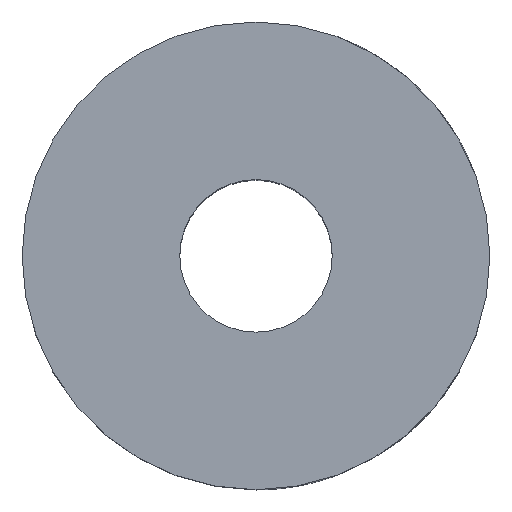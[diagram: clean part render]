
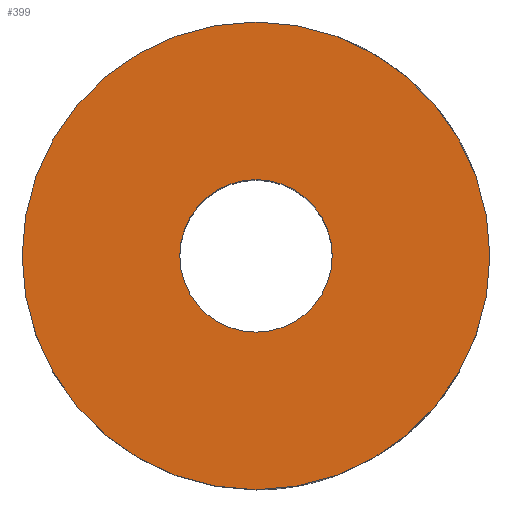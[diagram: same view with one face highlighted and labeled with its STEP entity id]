
A CAD part, top view. The second image highlights one B-rep face of the part: STEP entity #399.
In plain terms, the highlighted planar face has unit normal (0, 0, 1).
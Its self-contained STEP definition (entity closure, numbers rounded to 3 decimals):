
#56 = EDGE_LOOP ( 'NONE', ( #766, #845 ) ) ;
#200 = EDGE_CURVE ( 'NONE', #1219, #348, #304, .T. ) ;
#304 = CIRCLE ( 'NONE', #305, 7.5 ) ;
#305 = AXIS2_PLACEMENT_3D ( 'NONE', #306, #307, #308 ) ;
#306 = CARTESIAN_POINT ( 'NONE',  ( 0., 0., 0. ) ) ;
#307 = DIRECTION ( 'NONE',  ( 0., 0., 1. ) ) ;
#308 = DIRECTION ( 'NONE',  ( 0., -1., 0. ) ) ;
#348 = VERTEX_POINT ( 'NONE', #1133 ) ;
#399 = ADVANCED_FACE ( 'NONE', ( #1183, #1184 ), #1186, .F. ) ;
#700 = VERTEX_POINT ( 'NONE', #1504 ) ;
#740 = EDGE_LOOP ( 'NONE', ( #898, #940 ) ) ;
#766 = ORIENTED_EDGE ( 'NONE', *, *, #807, .F. ) ;
#807 = EDGE_CURVE ( 'NONE', #348, #1219, #1097, .T. ) ;
#812 = EDGE_CURVE ( 'NONE', #830, #700, #1121, .T. ) ;
#830 = VERTEX_POINT ( 'NONE', #1279 ) ;
#842 = EDGE_CURVE ( 'NONE', #700, #830, #1432, .T. ) ;
#845 = ORIENTED_EDGE ( 'NONE', *, *, #200, .F. ) ;
#898 = ORIENTED_EDGE ( 'NONE', *, *, #812, .T. ) ;
#940 = ORIENTED_EDGE ( 'NONE', *, *, #842, .T. ) ;
#1097 = CIRCLE ( 'NONE', #1098, 7.5 ) ;
#1098 = AXIS2_PLACEMENT_3D ( 'NONE', #1099, #1100, #1101 ) ;
#1099 = CARTESIAN_POINT ( 'NONE',  ( 0., 0., 0. ) ) ;
#1100 = DIRECTION ( 'NONE',  ( 0., 0., 1. ) ) ;
#1101 = DIRECTION ( 'NONE',  ( 0., -1., 0. ) ) ;
#1121 = CIRCLE ( 'NONE', #1122, 23. ) ;
#1122 = AXIS2_PLACEMENT_3D ( 'NONE', #1123, #1124, #1125 ) ;
#1123 = CARTESIAN_POINT ( 'NONE',  ( 0., 0., 0. ) ) ;
#1124 = DIRECTION ( 'NONE',  ( 0., 0., 1. ) ) ;
#1125 = DIRECTION ( 'NONE',  ( 0., -1., 0. ) ) ;
#1133 = CARTESIAN_POINT ( 'NONE',  ( 0., -7.5, 0. ) ) ;
#1183 = FACE_BOUND ( 'NONE', #56, .T. ) ;
#1184 = FACE_OUTER_BOUND ( 'NONE', #740, .T. ) ;
#1186 = PLANE ( 'NONE',  #1187 ) ;
#1187 = AXIS2_PLACEMENT_3D ( 'NONE', #1188, #1189, #1190 ) ;
#1188 = CARTESIAN_POINT ( 'NONE',  ( 0., 23., 0. ) ) ;
#1189 = DIRECTION ( 'NONE',  ( 0., 0., -1. ) ) ;
#1190 = DIRECTION ( 'NONE',  ( 0., 1., 0. ) ) ;
#1219 = VERTEX_POINT ( 'NONE', #1549 ) ;
#1279 = CARTESIAN_POINT ( 'NONE',  ( 0., -23., 0. ) ) ;
#1432 = CIRCLE ( 'NONE', #1433, 23. ) ;
#1433 = AXIS2_PLACEMENT_3D ( 'NONE', #1434, #1435, #1436 ) ;
#1434 = CARTESIAN_POINT ( 'NONE',  ( 0., 0., 0. ) ) ;
#1435 = DIRECTION ( 'NONE',  ( 0., 0., 1. ) ) ;
#1436 = DIRECTION ( 'NONE',  ( 0., -1., 0. ) ) ;
#1504 = CARTESIAN_POINT ( 'NONE',  ( 0., 23., 0. ) ) ;
#1549 = CARTESIAN_POINT ( 'NONE',  ( 0., 7.5, 0. ) ) ;
